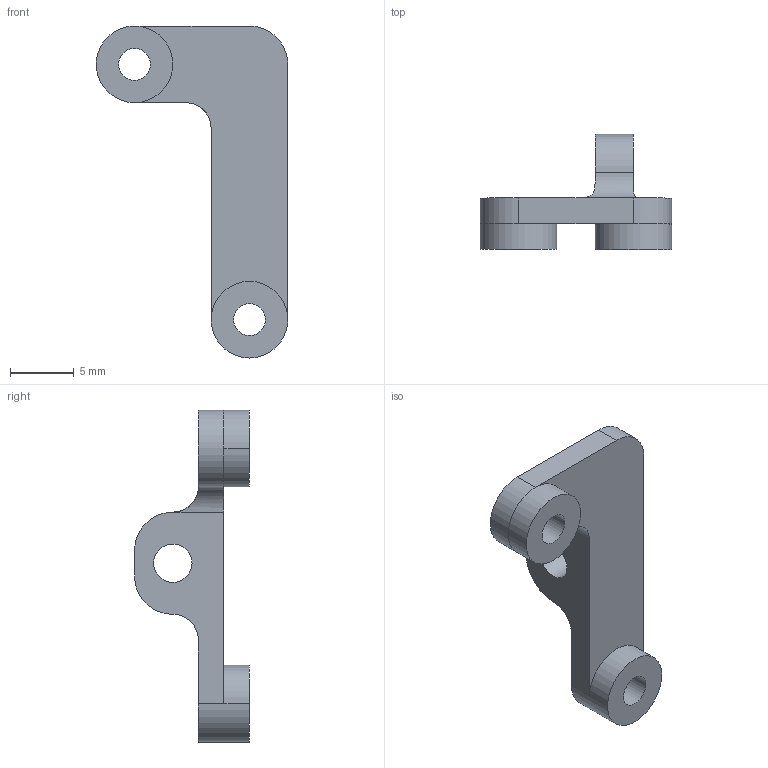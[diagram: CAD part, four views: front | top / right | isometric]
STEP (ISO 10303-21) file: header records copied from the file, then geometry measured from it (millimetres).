
FILE_DESCRIPTION(('CATIA V5 STEP Exchange','CAx-IF Rec.Pracs.--- Model Styling and Organization---1.4--- 2014-01-23','CAx-IF Rec.Pracs.---Representation and Presentation of Product Manufacturing Information (PMI)---4.0---2014-10-13','CAx-IF Rec.Pracs.---User Defined Attributes---1.3---2014-10-09','CAx-IF Rec.Pracs.--- Geometric and Assembly Validation Properties ---4.2---2014-10-09','CAx-IF Rec.Pracs.---3D Tessellated Data Validation Properties---0.5---2014-09-14'),'2;1');
FILE_NAME('Bracket gauche.stp','2019-01-28T07:13:31+00:00',('none'),('none'),'CATIA Version 5-6 Release 2017 SP2 HF31','CATIA V5 STEP AP242','none');
FILE_SCHEMA(('AP242_MANAGED_MODEL_BASED_3D_ENGINEERING_MIM_LF {1 0 10303 442 1 1 4}'));
Length unit declared in the file: millimetre
Products named in the file (1): Bracket
Bounding box: 15 x 9 x 26 mm (x, y, z)
Volume: 569.2 mm3; surface area: 775.2 mm2
Topology: 1 solids, 1 shells, 28 faces, 74 edges, 47 vertices
Faces by surface type: cylinder 18, plane 10
Entity records: 896 total; most frequent: CARTESIAN_POINT 172, ORIENTED_EDGE 148, DIRECTION 115, EDGE_CURVE 74, AXIS2_PLACEMENT_3D 56, VERTEX_POINT 47, VECTOR 38, LINE 38
